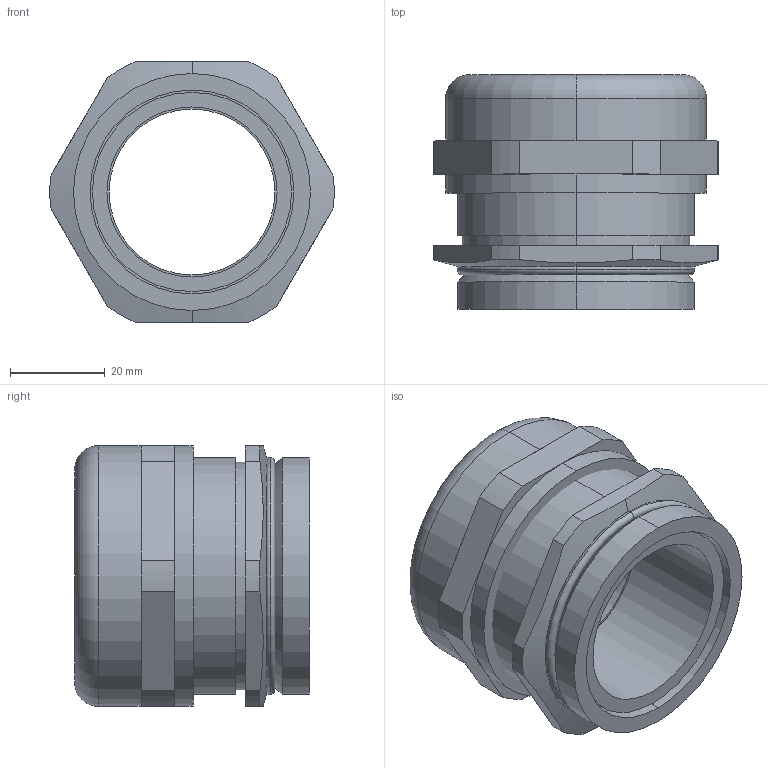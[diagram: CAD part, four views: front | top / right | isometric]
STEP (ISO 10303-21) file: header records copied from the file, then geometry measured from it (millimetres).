
FILE_DESCRIPTION (( 'STEP AP214' ), '1' );
FILE_NAME ('2086054.stp', '2020-01-09T14:54:38', ( '' ), ( '' ), 'SwSTEP 2.0', 'SolidWorks 2018', '' );
FILE_SCHEMA (( 'AUTOMOTIVE_DESIGN' ));
Length unit declared in the file: millimetre
Products named in the file (6): 2086054; 011344_M50 2086185; 011359_M50 2086054; EV743_M50; 012279_M50 2086185; 012463_M50 2086185
Assembly tree (5 placements, depth 2):
  2086054
    011359_M50 2086054
    EV743_M50
    012279_M50 2086185
    012463_M50 2086185
    011344_M50 2086185
Bounding box: 59.96 x 49.5 x 55 mm (x, y, z)
Volume: 56101.9 mm3; surface area: 39777.1 mm2
Topology: 5 solids, 5 shells, 100 faces, 222 edges, 134 vertices
Faces by surface type: cylinder 40, plane 36, cone 16, torus 8
Entity records: 3086 total; most frequent: DIRECTION 546, CARTESIAN_POINT 516, ORIENTED_EDGE 444, AXIS2_PLACEMENT_3D 224, EDGE_CURVE 222, VERTEX_POINT 134, CIRCLE 116, EDGE_LOOP 112
